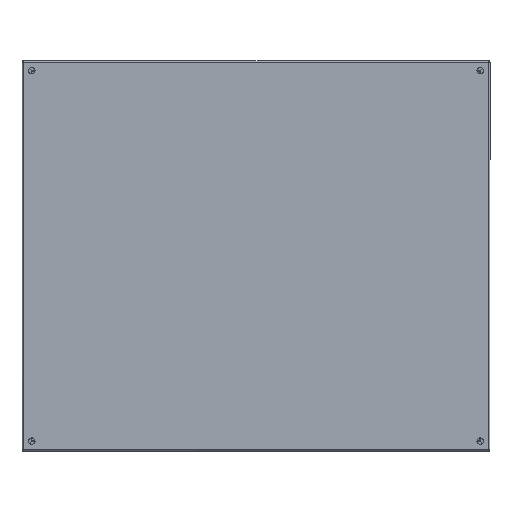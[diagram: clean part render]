
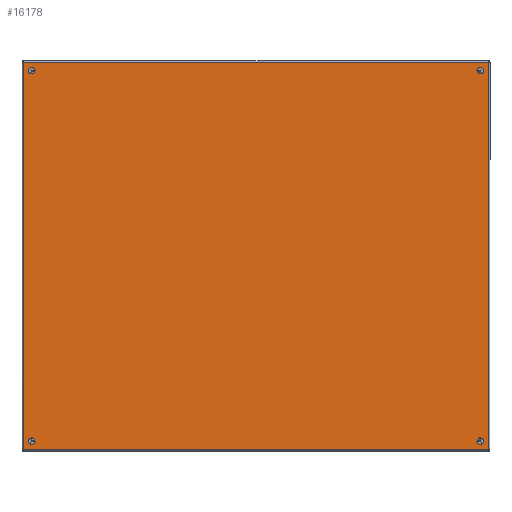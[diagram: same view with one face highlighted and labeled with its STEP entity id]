
A CAD part, top view. The second image highlights one B-rep face of the part: STEP entity #16178.
In plain terms, the highlighted face is planar.
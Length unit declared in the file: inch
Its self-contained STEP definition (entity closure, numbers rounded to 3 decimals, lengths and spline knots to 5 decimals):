
#222 = FACE_BOUND ( 'NONE', #3189, .T. ) ;
#647 = AXIS2_PLACEMENT_3D ( 'NONE', #34828, #19819, #12064 ) ;
#1346 = DIRECTION ( 'NONE',  ( 0., 1., 0. ) ) ;
#1545 = EDGE_CURVE ( 'NONE', #10715, #10289, #15484, .T. ) ;
#1943 = CARTESIAN_POINT ( 'NONE',  ( -0.001, 0.072, 14.892 ) ) ;
#3189 = EDGE_LOOP ( 'NONE', ( #39194, #39107 ) ) ;
#3226 = FACE_OUTER_BOUND ( 'NONE', #49018, .T. ) ;
#4737 = CARTESIAN_POINT ( 'NONE',  ( -0.001, 35.5, 14.25 ) ) ;
#5216 = VERTEX_POINT ( 'NONE', #36471 ) ;
#5307 = AXIS2_PLACEMENT_3D ( 'NONE', #29351, #18798, #30064 ) ;
#5550 = VERTEX_POINT ( 'NONE', #8406 ) ;
#6133 = VERTEX_POINT ( 'NONE', #39215 ) ;
#7084 = VERTEX_POINT ( 'NONE', #24265 ) ;
#7316 = DIRECTION ( 'NONE',  ( -1., 0., 0. ) ) ;
#7739 = AXIS2_PLACEMENT_3D ( 'NONE', #39434, #24413, #35929 ) ;
#7755 = PLANE ( 'NONE',  #30462 ) ;
#8109 = LINE ( 'NONE', #19638, #28722 ) ;
#8406 = CARTESIAN_POINT ( 'NONE',  ( -0.001, 0.108, -14.892 ) ) ;
#8699 = DIRECTION ( 'NONE',  ( 0., -1., 0. ) ) ;
#9417 = CIRCLE ( 'NONE', #647, 0.25 ) ;
#9646 = ORIENTED_EDGE ( 'NONE', *, *, #21564, .F. ) ;
#9826 = DIRECTION ( 'NONE',  ( -1., 0., 0. ) ) ;
#10289 = VERTEX_POINT ( 'NONE', #4737 ) ;
#10715 = VERTEX_POINT ( 'NONE', #17347 ) ;
#11305 = EDGE_CURVE ( 'NONE', #29096, #7084, #9417, .T. ) ;
#11404 = ORIENTED_EDGE ( 'NONE', *, *, #22127, .F. ) ;
#11776 = DIRECTION ( 'NONE',  ( 0., 1., 0. ) ) ;
#12064 = DIRECTION ( 'NONE',  ( 0., 1., 0. ) ) ;
#12249 = DIRECTION ( 'NONE',  ( -1., 0., 0. ) ) ;
#13206 = LINE ( 'NONE', #1943, #21788 ) ;
#14652 = CARTESIAN_POINT ( 'NONE',  ( -0.001, 35.892, 14.928 ) ) ;
#14931 = EDGE_LOOP ( 'NONE', ( #38557, #11404 ) ) ;
#15149 = ORIENTED_EDGE ( 'NONE', *, *, #1545, .F. ) ;
#15206 = AXIS2_PLACEMENT_3D ( 'NONE', #22865, #7316, #23564 ) ;
#15484 = CIRCLE ( 'NONE', #25839, 0.25 ) ;
#16178 = ADVANCED_FACE ( 'NONE', ( #33475, #3226, #18480, #33715, #222 ), #7755, .F. ) ;
#17067 = EDGE_CURVE ( 'NONE', #5216, #22804, #13206, .T. ) ;
#17286 = VERTEX_POINT ( 'NONE', #35921 ) ;
#17347 = CARTESIAN_POINT ( 'NONE',  ( -0.001, 35., 14.25 ) ) ;
#17448 = EDGE_LOOP ( 'NONE', ( #44510, #32829 ) ) ;
#17647 = CIRCLE ( 'NONE', #47992, 0.25 ) ;
#17813 = CARTESIAN_POINT ( 'NONE',  ( -0.001, 0.75, -14.25 ) ) ;
#18480 = FACE_BOUND ( 'NONE', #48870, .T. ) ;
#18798 = DIRECTION ( 'NONE',  ( -1., 0., 0. ) ) ;
#18974 = ORIENTED_EDGE ( 'NONE', *, *, #27495, .F. ) ;
#19229 = CIRCLE ( 'NONE', #15206, 0.25 ) ;
#19638 = CARTESIAN_POINT ( 'NONE',  ( -0.001, 0.108, 14.928 ) ) ;
#19819 = DIRECTION ( 'NONE',  ( -1., 0., 0. ) ) ;
#21564 = EDGE_CURVE ( 'NONE', #5550, #42547, #23264, .T. ) ;
#21788 = VECTOR ( 'NONE', #47453, 39.37008 ) ;
#21923 = DIRECTION ( 'NONE',  ( 0., 0., 1. ) ) ;
#22076 = CARTESIAN_POINT ( 'NONE',  ( -0.001, 35., -14.25 ) ) ;
#22127 = EDGE_CURVE ( 'NONE', #6133, #17286, #24475, .T. ) ;
#22804 = VERTEX_POINT ( 'NONE', #43344 ) ;
#22865 = CARTESIAN_POINT ( 'NONE',  ( -0.001, 0.75, 14.25 ) ) ;
#22944 = VERTEX_POINT ( 'NONE', #49047 ) ;
#23264 = LINE ( 'NONE', #34766, #43592 ) ;
#23564 = DIRECTION ( 'NONE',  ( 0., 1., 0. ) ) ;
#24239 = EDGE_CURVE ( 'NONE', #22944, #24743, #34685, .T. ) ;
#24265 = CARTESIAN_POINT ( 'NONE',  ( -0.001, 1., -14.25 ) ) ;
#24278 = AXIS2_PLACEMENT_3D ( 'NONE', #46456, #12249, #27488 ) ;
#24413 = DIRECTION ( 'NONE',  ( -1., 0., 0. ) ) ;
#24475 = CIRCLE ( 'NONE', #5307, 0.25 ) ;
#24743 = VERTEX_POINT ( 'NONE', #22076 ) ;
#25768 = ORIENTED_EDGE ( 'NONE', *, *, #43123, .F. ) ;
#25839 = AXIS2_PLACEMENT_3D ( 'NONE', #47067, #28061, #43336 ) ;
#27488 = DIRECTION ( 'NONE',  ( 0., 1., 0. ) ) ;
#27495 = EDGE_CURVE ( 'NONE', #22804, #5550, #8109, .T. ) ;
#27664 = EDGE_CURVE ( 'NONE', #7084, #29096, #30376, .T. ) ;
#27720 = EDGE_CURVE ( 'NONE', #17286, #6133, #19229, .T. ) ;
#28061 = DIRECTION ( 'NONE',  ( -1., 0., 0. ) ) ;
#28325 = EDGE_CURVE ( 'NONE', #24743, #22944, #17647, .T. ) ;
#28722 = VECTOR ( 'NONE', #38181, 39.37008 ) ;
#29096 = VERTEX_POINT ( 'NONE', #31731 ) ;
#29351 = CARTESIAN_POINT ( 'NONE',  ( -0.001, 0.75, 14.25 ) ) ;
#30064 = DIRECTION ( 'NONE',  ( 0., 1., 0. ) ) ;
#30376 = CIRCLE ( 'NONE', #41571, 0.25 ) ;
#30462 = AXIS2_PLACEMENT_3D ( 'NONE', #38510, #42027, #8699 ) ;
#31731 = CARTESIAN_POINT ( 'NONE',  ( -0.001, 0.5, -14.25 ) ) ;
#31852 = CARTESIAN_POINT ( 'NONE',  ( -0.001, 35.25, -14.25 ) ) ;
#32829 = ORIENTED_EDGE ( 'NONE', *, *, #11305, .F. ) ;
#32943 = ORIENTED_EDGE ( 'NONE', *, *, #17067, .F. ) ;
#33475 = FACE_BOUND ( 'NONE', #14931, .T. ) ;
#33715 = FACE_BOUND ( 'NONE', #17448, .T. ) ;
#34230 = CARTESIAN_POINT ( 'NONE',  ( -0.001, 35.892, -14.892 ) ) ;
#34685 = CIRCLE ( 'NONE', #24278, 0.25 ) ;
#34766 = CARTESIAN_POINT ( 'NONE',  ( -0.001, 0.072, -14.892 ) ) ;
#34828 = CARTESIAN_POINT ( 'NONE',  ( -0.001, 0.75, -14.25 ) ) ;
#35921 = CARTESIAN_POINT ( 'NONE',  ( -0.001, 1., 14.25 ) ) ;
#35929 = DIRECTION ( 'NONE',  ( 0., 1., 0. ) ) ;
#36109 = ORIENTED_EDGE ( 'NONE', *, *, #36873, .F. ) ;
#36471 = CARTESIAN_POINT ( 'NONE',  ( -0.001, 35.892, 14.892 ) ) ;
#36873 = EDGE_CURVE ( 'NONE', #42547, #5216, #40206, .T. ) ;
#38181 = DIRECTION ( 'NONE',  ( 0., 0., -1. ) ) ;
#38510 = CARTESIAN_POINT ( 'NONE',  ( -0.001, 0.072, 14.928 ) ) ;
#38557 = ORIENTED_EDGE ( 'NONE', *, *, #27720, .F. ) ;
#39107 = ORIENTED_EDGE ( 'NONE', *, *, #28325, .F. ) ;
#39194 = ORIENTED_EDGE ( 'NONE', *, *, #24239, .F. ) ;
#39215 = CARTESIAN_POINT ( 'NONE',  ( -0.001, 0.5, 14.25 ) ) ;
#39375 = DIRECTION ( 'NONE',  ( -1., 0., 0. ) ) ;
#39434 = CARTESIAN_POINT ( 'NONE',  ( -0.001, 35.25, 14.25 ) ) ;
#40206 = LINE ( 'NONE', #14652, #46793 ) ;
#40373 = DIRECTION ( 'NONE',  ( 0., 1., 0. ) ) ;
#41571 = AXIS2_PLACEMENT_3D ( 'NONE', #17813, #9826, #40373 ) ;
#42027 = DIRECTION ( 'NONE',  ( 1., 0., 0. ) ) ;
#42547 = VERTEX_POINT ( 'NONE', #34230 ) ;
#43123 = EDGE_CURVE ( 'NONE', #10289, #10715, #47629, .T. ) ;
#43336 = DIRECTION ( 'NONE',  ( 0., 1., 0. ) ) ;
#43344 = CARTESIAN_POINT ( 'NONE',  ( -0.001, 0.108, 14.892 ) ) ;
#43592 = VECTOR ( 'NONE', #11776, 39.37008 ) ;
#44510 = ORIENTED_EDGE ( 'NONE', *, *, #27664, .F. ) ;
#46456 = CARTESIAN_POINT ( 'NONE',  ( -0.001, 35.25, -14.25 ) ) ;
#46793 = VECTOR ( 'NONE', #21923, 39.37008 ) ;
#47067 = CARTESIAN_POINT ( 'NONE',  ( -0.001, 35.25, 14.25 ) ) ;
#47453 = DIRECTION ( 'NONE',  ( 0., -1., 0. ) ) ;
#47629 = CIRCLE ( 'NONE', #7739, 0.25 ) ;
#47992 = AXIS2_PLACEMENT_3D ( 'NONE', #31852, #39375, #1346 ) ;
#48870 = EDGE_LOOP ( 'NONE', ( #25768, #15149 ) ) ;
#49018 = EDGE_LOOP ( 'NONE', ( #18974, #32943, #36109, #9646 ) ) ;
#49047 = CARTESIAN_POINT ( 'NONE',  ( -0.001, 35.5, -14.25 ) ) ;
